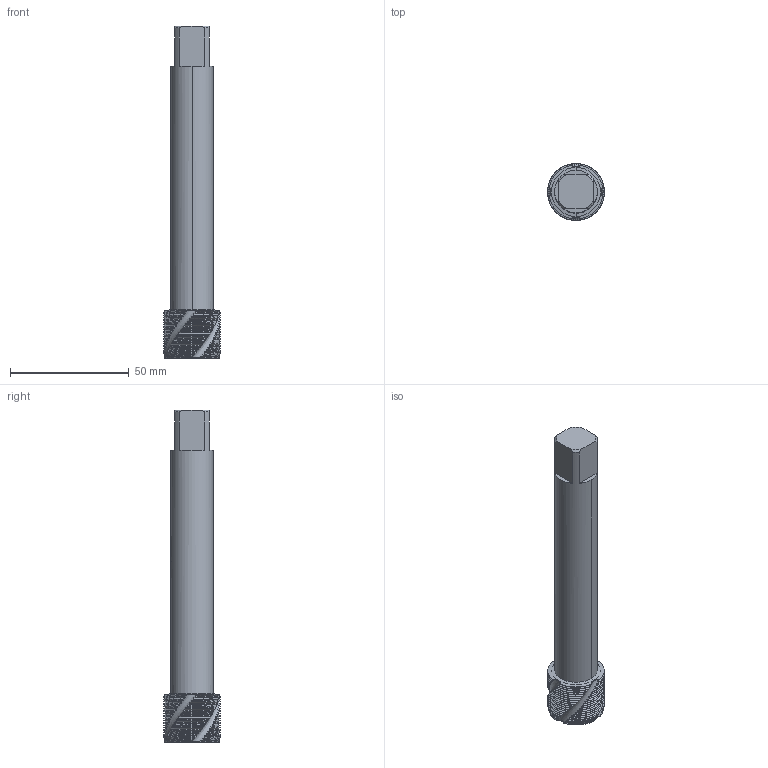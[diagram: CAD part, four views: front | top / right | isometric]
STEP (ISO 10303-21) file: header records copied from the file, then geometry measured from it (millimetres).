
FILE_DESCRIPTION(('no description'),'unknown implementation level');
FILE_NAME('solid5hjTDSQDKz_xNVEqt_LSwnBQRgU_1.STP',' ',('CIM GmbH Aachen'),('CADClick - KiM GmbH - www.kimweb.de'),'unknown preprocess','ACIS','unknown authorization');
FILE_SCHEMA(('automotive_design'));
Length unit declared in the file: millimetre
Products named in the file (2): 1; 2
Bounding box: 24 x 24 x 140 mm (x, y, z)
Volume: 38026.8 mm3; surface area: 12714.3 mm2
Topology: 2 solids, 2 shells, 519 faces, 1475 edges, 960 vertices
Faces by surface type: cone 258, cylinder 232, plane 17, bspline 8, revolution 4
Entity records: 40860 total; most frequent: CARTESIAN_POINT 11905, STYLED_ITEM 2956, PRESENTATION_STYLE_ASSIGNMENT 2956, COLOUR_RGB 2956, ORIENTED_EDGE 2950, DIRECTION 2365, EDGE_CURVE 1475, CURVE_STYLE 1475
